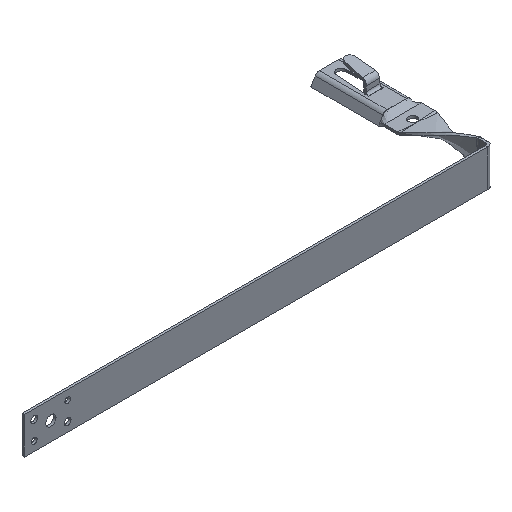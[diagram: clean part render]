
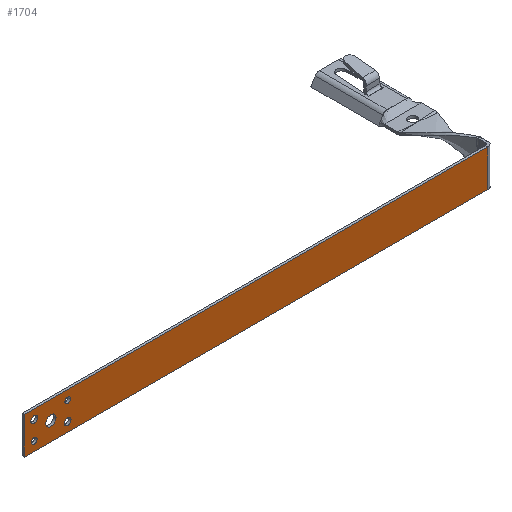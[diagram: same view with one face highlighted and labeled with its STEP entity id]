
A CAD part, isometric view. The second image highlights one B-rep face of the part: STEP entity #1704.
In plain terms, the highlighted planar face has unit normal (0, -1, 0).
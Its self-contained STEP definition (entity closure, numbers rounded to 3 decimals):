
#146=FACE_BOUND('',#396,.T.);
#147=FACE_BOUND('',#397,.T.);
#148=FACE_BOUND('',#398,.T.);
#149=FACE_BOUND('',#399,.T.);
#150=FACE_BOUND('',#400,.T.);
#197=PLANE('',#1831);
#288=FACE_OUTER_BOUND('',#395,.T.);
#395=EDGE_LOOP('',(#1536,#1537,#1538,#1539));
#396=EDGE_LOOP('',(#1540));
#397=EDGE_LOOP('',(#1541));
#398=EDGE_LOOP('',(#1542));
#399=EDGE_LOOP('',(#1543));
#400=EDGE_LOOP('',(#1544));
#525=LINE('',#3811,#663);
#529=LINE('',#3821,#667);
#535=LINE('',#3836,#673);
#537=LINE('',#3839,#675);
#663=VECTOR('',#2114,10.);
#667=VECTOR('',#2124,2.88);
#673=VECTOR('',#2142,10.);
#675=VECTOR('',#2146,10.);
#701=CIRCLE('',#1800,2.75);
#703=CIRCLE('',#1803,2.25);
#705=CIRCLE('',#1806,2.25);
#707=CIRCLE('',#1809,2.75);
#709=CIRCLE('',#1812,4.125);
#781=VERTEX_POINT('',#2812);
#783=VERTEX_POINT('',#2818);
#785=VERTEX_POINT('',#2824);
#787=VERTEX_POINT('',#2830);
#789=VERTEX_POINT('',#2836);
#853=VERTEX_POINT('',#3809);
#854=VERTEX_POINT('',#3810);
#857=VERTEX_POINT('',#3819);
#860=VERTEX_POINT('',#3835);
#978=EDGE_CURVE('',#781,#781,#701,.T.);
#981=EDGE_CURVE('',#783,#783,#703,.T.);
#984=EDGE_CURVE('',#785,#785,#705,.T.);
#987=EDGE_CURVE('',#787,#787,#707,.T.);
#990=EDGE_CURVE('',#789,#789,#709,.T.);
#1081=EDGE_CURVE('',#853,#854,#525,.T.);
#1087=EDGE_CURVE('',#857,#854,#529,.T.);
#1095=EDGE_CURVE('',#853,#860,#535,.T.);
#1097=EDGE_CURVE('',#860,#857,#537,.T.);
#1536=ORIENTED_EDGE('',*,*,#1081,.T.);
#1537=ORIENTED_EDGE('',*,*,#1087,.F.);
#1538=ORIENTED_EDGE('',*,*,#1097,.F.);
#1539=ORIENTED_EDGE('',*,*,#1095,.F.);
#1540=ORIENTED_EDGE('',*,*,#978,.T.);
#1541=ORIENTED_EDGE('',*,*,#981,.T.);
#1542=ORIENTED_EDGE('',*,*,#984,.T.);
#1543=ORIENTED_EDGE('',*,*,#987,.T.);
#1544=ORIENTED_EDGE('',*,*,#990,.T.);
#1704=ADVANCED_FACE('',(#288,#146,#147,#148,#149,#150),#197,.T.);
#1800=AXIS2_PLACEMENT_3D('',#2813,#2047,#2048);
#1803=AXIS2_PLACEMENT_3D('',#2819,#2054,#2055);
#1806=AXIS2_PLACEMENT_3D('',#2825,#2061,#2062);
#1809=AXIS2_PLACEMENT_3D('',#2831,#2068,#2069);
#1812=AXIS2_PLACEMENT_3D('',#2837,#2075,#2076);
#1831=AXIS2_PLACEMENT_3D('',#3840,#2147,#2148);
#2047=DIRECTION('center_axis',(0.,1.,0.));
#2048=DIRECTION('ref_axis',(-1.,0.,0.));
#2054=DIRECTION('center_axis',(0.,1.,0.));
#2055=DIRECTION('ref_axis',(-1.,0.,0.));
#2061=DIRECTION('center_axis',(0.,1.,0.));
#2062=DIRECTION('ref_axis',(-1.,0.,0.));
#2068=DIRECTION('center_axis',(0.,1.,0.));
#2069=DIRECTION('ref_axis',(-1.,0.,0.));
#2075=DIRECTION('center_axis',(0.,1.,0.));
#2076=DIRECTION('ref_axis',(-1.,0.,0.));
#2114=DIRECTION('',(0.,0.,1.));
#2124=DIRECTION('',(1.,0.,0.));
#2142=DIRECTION('',(-1.,0.,0.));
#2146=DIRECTION('',(0.,0.,1.));
#2147=DIRECTION('center_axis',(0.,-1.,0.));
#2148=DIRECTION('ref_axis',(0.,0.,
-1.));
#2812=CARTESIAN_POINT('',(-341.25,-77.,-10.5));
#2813=CARTESIAN_POINT('Origin',(-344.,-77.,-10.5));
#2818=CARTESIAN_POINT('',(-368.75,-77.,-10.5));
#2819=CARTESIAN_POINT('Origin',(-371.,-77.,-10.5));
#2824=CARTESIAN_POINT('',(-341.75,-77.,4.5));
#2825=CARTESIAN_POINT('Origin',(-344.,-77.,4.5));
#2830=CARTESIAN_POINT('',(-368.25,-77.,4.5));
#2831=CARTESIAN_POINT('Origin',(-371.,-77.,4.5));
#2836=CARTESIAN_POINT('',(-353.375,-77.,-3.));
#2837=CARTESIAN_POINT('Origin',(-357.5,-77.,-3.));
#3809=CARTESIAN_POINT('',(-3.,-77.,-18.));
#3810=CARTESIAN_POINT('',(-3.,-77.,12.));
#3811=CARTESIAN_POINT('',(-3.,-77.,-3.));
#3819=CARTESIAN_POINT('',(-379.,-77.,12.));
#3821=CARTESIAN_POINT('',(6.048,-77.,12.));
#3835=CARTESIAN_POINT('',(-379.,-77.,-18.));
#3836=CARTESIAN_POINT('',(-3.,-77.,-18.));
#3839=CARTESIAN_POINT('',(-379.,-77.,-18.));
#3840=CARTESIAN_POINT('Origin',(-188.738,-77.,-3.));
